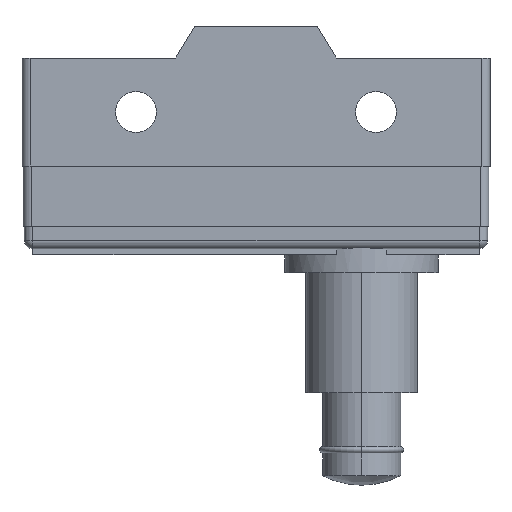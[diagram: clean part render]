
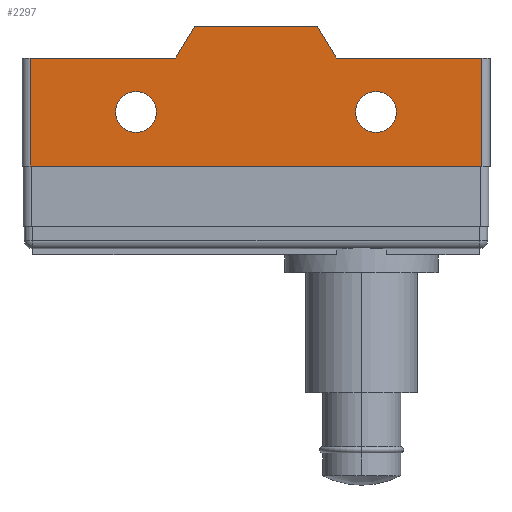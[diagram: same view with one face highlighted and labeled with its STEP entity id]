
A CAD part, front view. The second image highlights one B-rep face of the part: STEP entity #2297.
In plain terms, the highlighted planar face has unit normal (0, -1, 0).
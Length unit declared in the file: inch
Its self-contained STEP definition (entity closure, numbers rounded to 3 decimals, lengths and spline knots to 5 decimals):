
#13 = LINE ( 'NONE', #273, #28 ) ;
#25 = EDGE_CURVE ( 'NONE', #609, #2417, #344, .T. ) ;
#28 = VECTOR ( 'NONE', #2106, 39.37008 ) ;
#53 = ORIENTED_EDGE ( 'NONE', *, *, #853, .T. ) ;
#105 = DIRECTION ( 'NONE',  ( 0., 0., 1. ) ) ;
#114 = DIRECTION ( 'NONE',  ( 0., 0., -1. ) ) ;
#155 = DIRECTION ( 'NONE',  ( 0., 1., 0. ) ) ;
#176 = EDGE_LOOP ( 'NONE', ( #858, #2472 ) ) ;
#220 = CARTESIAN_POINT ( 'NONE',  ( -0.94, -0.3475, 0. ) ) ;
#233 = EDGE_CURVE ( 'NONE', #1734, #507, #13, .T. ) ;
#273 = CARTESIAN_POINT ( 'NONE',  ( -0.18496, -0.3475, 0.11382 ) ) ;
#280 = CARTESIAN_POINT ( 'NONE',  ( 0.255, -0.3475, 0. ) ) ;
#305 = ORIENTED_EDGE ( 'NONE', *, *, #1010, .F. ) ;
#327 = EDGE_LOOP ( 'NONE', ( #2593, #427, #305, #1464, #647, #1392, #1328, #482 ) ) ;
#341 = VECTOR ( 'NONE', #1282, 39.37008 ) ;
#344 = LINE ( 'NONE', #598, #341 ) ;
#355 = CARTESIAN_POINT ( 'NONE',  ( -0.335, -0.3475, -0.13 ) ) ;
#365 = DIRECTION ( 'NONE',  ( 0., 0., 1. ) ) ;
#369 = DIRECTION ( 'NONE',  ( 0., 0., 1. ) ) ;
#375 = CARTESIAN_POINT ( 'NONE',  ( 0.94, -0.3475, -0.13 ) ) ;
#380 = PLANE ( 'NONE',  #970 ) ;
#416 = EDGE_CURVE ( 'NONE', #1927, #1811, #1092, .T. ) ;
#427 = ORIENTED_EDGE ( 'NONE', *, *, #1371, .T. ) ;
#428 = CARTESIAN_POINT ( 'NONE',  ( -0.5, -0.3475, -0.44 ) ) ;
#440 = CARTESIAN_POINT ( 'NONE',  ( 0.5, -0.3475, -0.27 ) ) ;
#482 = ORIENTED_EDGE ( 'NONE', *, *, #233, .F. ) ;
#491 = CARTESIAN_POINT ( 'NONE',  ( -0.975, -0.3475, -0.58 ) ) ;
#505 = LINE ( 'NONE', #1101, #1372 ) ;
#507 = VERTEX_POINT ( 'NONE', #2035 ) ;
#598 = CARTESIAN_POINT ( 'NONE',  ( 0., -0.3475, -0.13 ) ) ;
#609 = VERTEX_POINT ( 'NONE', #2451 ) ;
#629 = LINE ( 'NONE', #220, #2316 ) ;
#632 = EDGE_CURVE ( 'NONE', #507, #1549, #1801, .T. ) ;
#647 = ORIENTED_EDGE ( 'NONE', *, *, #25, .F. ) ;
#685 = VERTEX_POINT ( 'NONE', #1008 ) ;
#688 = EDGE_CURVE ( 'NONE', #1549, #609, #1735, .T. ) ;
#733 = DIRECTION ( 'NONE',  ( 0., 0., 1. ) ) ;
#758 = DIRECTION ( 'NONE',  ( 0., 1., 0. ) ) ;
#769 = EDGE_CURVE ( 'NONE', #1811, #1927, #2008, .T. ) ;
#804 = VERTEX_POINT ( 'NONE', #428 ) ;
#853 = EDGE_CURVE ( 'NONE', #804, #685, #2553, .T. ) ;
#858 = ORIENTED_EDGE ( 'NONE', *, *, #769, .T. ) ;
#888 = VERTEX_POINT ( 'NONE', #1674 ) ;
#929 = VERTEX_POINT ( 'NONE', #1032 ) ;
#940 = CARTESIAN_POINT ( 'NONE',  ( 0.18496, -0.3475, 0.11382 ) ) ;
#942 = CIRCLE ( 'NONE', #1318, 0.085 ) ;
#970 = AXIS2_PLACEMENT_3D ( 'NONE', #2484, #155, #733 ) ;
#997 = DIRECTION ( 'NONE',  ( 0.524, 0., -0.852 ) ) ;
#1008 = CARTESIAN_POINT ( 'NONE',  ( -0.5, -0.3475, -0.27 ) ) ;
#1010 = EDGE_CURVE ( 'NONE', #929, #2150, #1354, .T. ) ;
#1032 = CARTESIAN_POINT ( 'NONE',  ( 0.94, -0.3475, -0.58 ) ) ;
#1043 = CARTESIAN_POINT ( 'NONE',  ( -0.975, -0.3475, 0. ) ) ;
#1092 = CIRCLE ( 'NONE', #2149, 0.085 ) ;
#1101 = CARTESIAN_POINT ( 'NONE',  ( 0.94, -0.3475, 0. ) ) ;
#1140 = DIRECTION ( 'NONE',  ( 1., 0., 0. ) ) ;
#1182 = EDGE_LOOP ( 'NONE', ( #2192, #53 ) ) ;
#1191 = DIRECTION ( 'NONE',  ( 1., 0., 0. ) ) ;
#1282 = DIRECTION ( 'NONE',  ( 1., 0., 0. ) ) ;
#1318 = AXIS2_PLACEMENT_3D ( 'NONE', #1448, #1797, #1929 ) ;
#1328 = ORIENTED_EDGE ( 'NONE', *, *, #632, .F. ) ;
#1338 = AXIS2_PLACEMENT_3D ( 'NONE', #1839, #758, #105 ) ;
#1354 = LINE ( 'NONE', #491, #1430 ) ;
#1371 = EDGE_CURVE ( 'NONE', #888, #2150, #629, .T. ) ;
#1372 = VECTOR ( 'NONE', #369, 39.37008 ) ;
#1389 = DIRECTION ( 'NONE',  ( -1., 0., 0. ) ) ;
#1392 = ORIENTED_EDGE ( 'NONE', *, *, #688, .F. ) ;
#1411 = VECTOR ( 'NONE', #1191, 39.37008 ) ;
#1430 = VECTOR ( 'NONE', #1389, 39.37008 ) ;
#1443 = LINE ( 'NONE', #2474, #1411 ) ;
#1448 = CARTESIAN_POINT ( 'NONE',  ( -0.5, -0.3475, -0.355 ) ) ;
#1464 = ORIENTED_EDGE ( 'NONE', *, *, #2598, .T. ) ;
#1531 = CARTESIAN_POINT ( 'NONE',  ( 0.5, -0.3475, -0.44 ) ) ;
#1549 = VERTEX_POINT ( 'NONE', #280 ) ;
#1583 = EDGE_CURVE ( 'NONE', #888, #1734, #1443, .T. ) ;
#1617 = AXIS2_PLACEMENT_3D ( 'NONE', #2410, #2220, #365 ) ;
#1674 = CARTESIAN_POINT ( 'NONE',  ( -0.94, -0.3475, -0.13 ) ) ;
#1734 = VERTEX_POINT ( 'NONE', #355 ) ;
#1735 = LINE ( 'NONE', #940, #1944 ) ;
#1740 = VECTOR ( 'NONE', #1140, 39.37008 ) ;
#1797 = DIRECTION ( 'NONE',  ( 0., 1., 0. ) ) ;
#1801 = LINE ( 'NONE', #1043, #1740 ) ;
#1807 = DIRECTION ( 'NONE',  ( 0., 0., 1. ) ) ;
#1810 = DIRECTION ( 'NONE',  ( 0., 1., 0. ) ) ;
#1811 = VERTEX_POINT ( 'NONE', #440 ) ;
#1815 = CARTESIAN_POINT ( 'NONE',  ( 0.5, -0.3475, -0.355 ) ) ;
#1839 = CARTESIAN_POINT ( 'NONE',  ( 0.5, -0.3475, -0.355 ) ) ;
#1927 = VERTEX_POINT ( 'NONE', #1531 ) ;
#1929 = DIRECTION ( 'NONE',  ( 0., 0., 1. ) ) ;
#1944 = VECTOR ( 'NONE', #997, 39.37008 ) ;
#1984 = FACE_OUTER_BOUND ( 'NONE', #327, .T. ) ;
#2008 = CIRCLE ( 'NONE', #1338, 0.085 ) ;
#2035 = CARTESIAN_POINT ( 'NONE',  ( -0.255, -0.3475, 0. ) ) ;
#2050 = FACE_BOUND ( 'NONE', #176, .T. ) ;
#2106 = DIRECTION ( 'NONE',  ( 0.524, 0., 0.852 ) ) ;
#2129 = EDGE_CURVE ( 'NONE', #685, #804, #942, .T. ) ;
#2149 = AXIS2_PLACEMENT_3D ( 'NONE', #1815, #1810, #1807 ) ;
#2150 = VERTEX_POINT ( 'NONE', #2397 ) ;
#2192 = ORIENTED_EDGE ( 'NONE', *, *, #2129, .T. ) ;
#2220 = DIRECTION ( 'NONE',  ( 0., 1., 0. ) ) ;
#2275 = FACE_BOUND ( 'NONE', #1182, .T. ) ;
#2297 = ADVANCED_FACE ( 'NONE', ( #2050, #2275, #1984 ), #380, .F. ) ;
#2316 = VECTOR ( 'NONE', #114, 39.37008 ) ;
#2397 = CARTESIAN_POINT ( 'NONE',  ( -0.94, -0.3475, -0.58 ) ) ;
#2410 = CARTESIAN_POINT ( 'NONE',  ( -0.5, -0.3475, -0.355 ) ) ;
#2417 = VERTEX_POINT ( 'NONE', #375 ) ;
#2451 = CARTESIAN_POINT ( 'NONE',  ( 0.335, -0.3475, -0.13 ) ) ;
#2472 = ORIENTED_EDGE ( 'NONE', *, *, #416, .T. ) ;
#2474 = CARTESIAN_POINT ( 'NONE',  ( 0., -0.3475, -0.13 ) ) ;
#2484 = CARTESIAN_POINT ( 'NONE',  ( 0., -0.3475, 0. ) ) ;
#2553 = CIRCLE ( 'NONE', #1617, 0.085 ) ;
#2593 = ORIENTED_EDGE ( 'NONE', *, *, #1583, .F. ) ;
#2598 = EDGE_CURVE ( 'NONE', #929, #2417, #505, .T. ) ;
